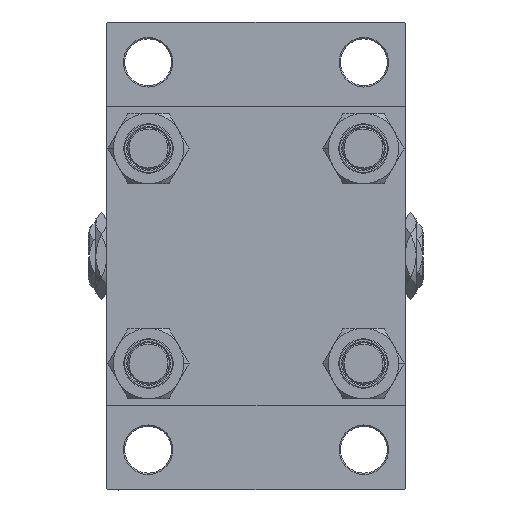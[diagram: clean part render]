
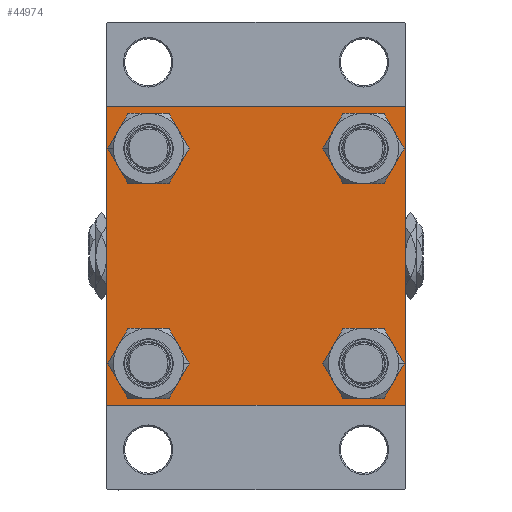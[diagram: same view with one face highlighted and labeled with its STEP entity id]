
A CAD part, left-side view. The second image highlights one B-rep face of the part: STEP entity #44974.
In plain terms, the highlighted planar face has unit normal (-1, 0, 0).
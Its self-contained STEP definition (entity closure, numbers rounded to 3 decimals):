
#623 = EDGE_CURVE ( 'NONE', #19836, #30339, #28357, .T. ) ;
#871 = CARTESIAN_POINT ( 'NONE',  ( 0., 57.5, -57. ) ) ;
#1475 = ORIENTED_EDGE ( 'NONE', *, *, #34112, .T. ) ;
#2042 = VERTEX_POINT ( 'NONE', #14774 ) ;
#2877 = EDGE_LOOP ( 'NONE', ( #4659, #49406 ) ) ;
#3141 = CIRCLE ( 'NONE', #37498, 8.5 ) ;
#3822 = CARTESIAN_POINT ( 'NONE',  ( 0., -41.35, 49.85 ) ) ;
#4283 = VERTEX_POINT ( 'NONE', #3822 ) ;
#4659 = ORIENTED_EDGE ( 'NONE', *, *, #15923, .T. ) ;
#5252 = EDGE_LOOP ( 'NONE', ( #37907, #24891 ) ) ;
#5290 = LINE ( 'NONE', #6243, #34620 ) ;
#5346 = AXIS2_PLACEMENT_3D ( 'NONE', #28905, #36200, #17401 ) ;
#6243 = CARTESIAN_POINT ( 'NONE',  ( 0., 57.25, -57.25 ) ) ;
#6657 = ORIENTED_EDGE ( 'NONE', *, *, #22014, .T. ) ;
#6702 = DIRECTION ( 'NONE',  ( 0., 0., 1. ) ) ;
#6951 = CARTESIAN_POINT ( 'NONE',  ( 0., 41.35, -41.35 ) ) ;
#7381 = VERTEX_POINT ( 'NONE', #27262 ) ;
#7619 = EDGE_CURVE ( 'NONE', #7381, #40621, #13684, .T. ) ;
#8112 = ORIENTED_EDGE ( 'NONE', *, *, #38382, .T. ) ;
#8414 = VECTOR ( 'NONE', #11490, 1000. ) ;
#8488 = LINE ( 'NONE', #45773, #8414 ) ;
#8744 = VECTOR ( 'NONE', #41528, 1000. ) ;
#8776 = VERTEX_POINT ( 'NONE', #16771 ) ;
#8828 = EDGE_CURVE ( 'NONE', #39320, #29579, #44706, .T. ) ;
#8877 = ORIENTED_EDGE ( 'NONE', *, *, #34969, .T. ) ;
#9962 = VERTEX_POINT ( 'NONE', #871 ) ;
#10065 = DIRECTION ( 'NONE',  ( 0., -1., 0. ) ) ;
#10232 = DIRECTION ( 'NONE',  ( 1., 0., 0. ) ) ;
#10666 = FACE_BOUND ( 'NONE', #5252, .T. ) ;
#10722 = DIRECTION ( 'NONE',  ( 0., 0., 1. ) ) ;
#11490 = DIRECTION ( 'NONE',  ( 0., 0.707, 0.707 ) ) ;
#11656 = CARTESIAN_POINT ( 'NONE',  ( 0., 0., 0. ) ) ;
#12084 = EDGE_CURVE ( 'NONE', #9962, #13314, #5290, .T. ) ;
#12880 = CARTESIAN_POINT ( 'NONE',  ( 0., 57.25, 57.25 ) ) ;
#13116 = VECTOR ( 'NONE', #26527, 1000. ) ;
#13265 = DIRECTION ( 'NONE',  ( 0., -0.707, -0.707 ) ) ;
#13314 = VERTEX_POINT ( 'NONE', #34748 ) ;
#13334 = LINE ( 'NONE', #36346, #30479 ) ;
#13511 = CARTESIAN_POINT ( 'NONE',  ( 0., -57.5, 57. ) ) ;
#13684 = CIRCLE ( 'NONE', #44066, 8.5 ) ;
#13715 = CARTESIAN_POINT ( 'NONE',  ( 0., 41.35, 41.35 ) ) ;
#14774 = CARTESIAN_POINT ( 'NONE',  ( 0., 41.35, -49.85 ) ) ;
#15046 = LINE ( 'NONE', #30289, #13116 ) ;
#15502 = LINE ( 'NONE', #26488, #8744 ) ;
#15923 = EDGE_CURVE ( 'NONE', #40621, #7381, #34652, .T. ) ;
#16722 = CARTESIAN_POINT ( 'NONE',  ( 0., -57.25, -57.25 ) ) ;
#16771 = CARTESIAN_POINT ( 'NONE',  ( 0., -41.35, 32.85 ) ) ;
#17401 = DIRECTION ( 'NONE',  ( 0., 0., 1. ) ) ;
#17691 = DIRECTION ( 'NONE',  ( 1., 0., 0. ) ) ;
#18114 = EDGE_CURVE ( 'NONE', #29972, #29579, #27470, .T. ) ;
#18231 = VECTOR ( 'NONE', #39409, 1000. ) ;
#18345 = EDGE_LOOP ( 'NONE', ( #30644, #1475 ) ) ;
#18843 = ORIENTED_EDGE ( 'NONE', *, *, #40043, .F. ) ;
#19188 = AXIS2_PLACEMENT_3D ( 'NONE', #6951, #49235, #23163 ) ;
#19300 = DIRECTION ( 'NONE',  ( 0., 0., 1. ) ) ;
#19552 = CARTESIAN_POINT ( 'NONE',  ( 0., -41.35, 41.35 ) ) ;
#19836 = VERTEX_POINT ( 'NONE', #40331 ) ;
#20259 = AXIS2_PLACEMENT_3D ( 'NONE', #44515, #10232, #10722 ) ;
#20789 = DIRECTION ( 'NONE',  ( 1., 0., 0. ) ) ;
#21886 = VECTOR ( 'NONE', #46521, 1000. ) ;
#21903 = CARTESIAN_POINT ( 'NONE',  ( 0., -41.35, -32.85 ) ) ;
#22014 = EDGE_CURVE ( 'NONE', #39320, #23613, #8488, .T. ) ;
#22389 = FACE_BOUND ( 'NONE', #23753, .T. ) ;
#22390 = CIRCLE ( 'NONE', #38400, 8.5 ) ;
#22641 = FACE_OUTER_BOUND ( 'NONE', #26974, .T. ) ;
#23163 = DIRECTION ( 'NONE',  ( 0., 0., 1. ) ) ;
#23180 = AXIS2_PLACEMENT_3D ( 'NONE', #13715, #17691, #6702 ) ;
#23548 = DIRECTION ( 'NONE',  ( 1., 0., 0. ) ) ;
#23613 = VERTEX_POINT ( 'NONE', #25015 ) ;
#23753 = EDGE_LOOP ( 'NONE', ( #8877, #8112 ) ) ;
#24110 = VECTOR ( 'NONE', #26150, 1000. ) ;
#24198 = ORIENTED_EDGE ( 'NONE', *, *, #8828, .F. ) ;
#24406 = ORIENTED_EDGE ( 'NONE', *, *, #31267, .T. ) ;
#24735 = DIRECTION ( 'NONE',  ( 0., 0., 1. ) ) ;
#24891 = ORIENTED_EDGE ( 'NONE', *, *, #38624, .T. ) ;
#24974 = CARTESIAN_POINT ( 'NONE',  ( 0., -41.35, -41.35 ) ) ;
#25015 = CARTESIAN_POINT ( 'NONE',  ( 0., -57., 57.5 ) ) ;
#25259 = DIRECTION ( 'NONE',  ( 0., 0., 1. ) ) ;
#25891 = PLANE ( 'NONE',  #39453 ) ;
#26150 = DIRECTION ( 'NONE',  ( 0., 0., -1. ) ) ;
#26488 = CARTESIAN_POINT ( 'NONE',  ( 0., 57.5, 57.5 ) ) ;
#26527 = DIRECTION ( 'NONE',  ( 0., -1., 0. ) ) ;
#26669 = CARTESIAN_POINT ( 'NONE',  ( 0., -57.5, -57. ) ) ;
#26974 = EDGE_LOOP ( 'NONE', ( #24406, #47135, #28928, #32473, #24198, #6657, #18843, #37720 ) ) ;
#27262 = CARTESIAN_POINT ( 'NONE',  ( 0., -41.35, -49.85 ) ) ;
#27470 = LINE ( 'NONE', #16722, #21886 ) ;
#27713 = VERTEX_POINT ( 'NONE', #42155 ) ;
#28357 = LINE ( 'NONE', #12880, #18231 ) ;
#28905 = CARTESIAN_POINT ( 'NONE',  ( 0., -41.35, 41.35 ) ) ;
#28928 = ORIENTED_EDGE ( 'NONE', *, *, #45459, .T. ) ;
#29263 = DIRECTION ( 'NONE',  ( 1., 0., 0. ) ) ;
#29579 = VERTEX_POINT ( 'NONE', #26669 ) ;
#29905 = DIRECTION ( 'NONE',  ( 0., 0., 1. ) ) ;
#29909 = CARTESIAN_POINT ( 'NONE',  ( 0., -57.5, 57.5 ) ) ;
#29972 = VERTEX_POINT ( 'NONE', #31116 ) ;
#30289 = CARTESIAN_POINT ( 'NONE',  ( 0., 57.5, -57.5 ) ) ;
#30339 = VERTEX_POINT ( 'NONE', #41841 ) ;
#30479 = VECTOR ( 'NONE', #10065, 1000. ) ;
#30644 = ORIENTED_EDGE ( 'NONE', *, *, #38277, .T. ) ;
#31116 = CARTESIAN_POINT ( 'NONE',  ( 0., -57., -57.5 ) ) ;
#31267 = EDGE_CURVE ( 'NONE', #30339, #9962, #15502, .T. ) ;
#32024 = CARTESIAN_POINT ( 'NONE',  ( 0., 41.35, 32.85 ) ) ;
#32473 = ORIENTED_EDGE ( 'NONE', *, *, #18114, .T. ) ;
#33522 = DIRECTION ( 'NONE',  ( 0., 0., 1. ) ) ;
#34112 = EDGE_CURVE ( 'NONE', #48593, #42390, #46266, .T. ) ;
#34620 = VECTOR ( 'NONE', #13265, 1000. ) ;
#34652 = CIRCLE ( 'NONE', #20259, 8.5 ) ;
#34748 = CARTESIAN_POINT ( 'NONE',  ( 0., 57., -57.5 ) ) ;
#34969 = EDGE_CURVE ( 'NONE', #27713, #2042, #3141, .T. ) ;
#36200 = DIRECTION ( 'NONE',  ( 1., 0., 0. ) ) ;
#36346 = CARTESIAN_POINT ( 'NONE',  ( 0., 57.5, 57.5 ) ) ;
#37498 = AXIS2_PLACEMENT_3D ( 'NONE', #43605, #20789, #25259 ) ;
#37688 = DIRECTION ( 'NONE',  ( -1., 0., 0. ) ) ;
#37720 = ORIENTED_EDGE ( 'NONE', *, *, #623, .T. ) ;
#37907 = ORIENTED_EDGE ( 'NONE', *, *, #48105, .T. ) ;
#38277 = EDGE_CURVE ( 'NONE', #42390, #48593, #48787, .T. ) ;
#38382 = EDGE_CURVE ( 'NONE', #2042, #27713, #40778, .T. ) ;
#38400 = AXIS2_PLACEMENT_3D ( 'NONE', #19552, #23548, #19300 ) ;
#38624 = EDGE_CURVE ( 'NONE', #8776, #4283, #22390, .T. ) ;
#39320 = VERTEX_POINT ( 'NONE', #13511 ) ;
#39409 = DIRECTION ( 'NONE',  ( 0., 0.707, -0.707 ) ) ;
#39453 = AXIS2_PLACEMENT_3D ( 'NONE', #11656, #37688, #29905 ) ;
#40043 = EDGE_CURVE ( 'NONE', #19836, #23613, #13334, .T. ) ;
#40331 = CARTESIAN_POINT ( 'NONE',  ( 0., 57., 57.5 ) ) ;
#40621 = VERTEX_POINT ( 'NONE', #21903 ) ;
#40778 = CIRCLE ( 'NONE', #19188, 8.5 ) ;
#40789 = CARTESIAN_POINT ( 'NONE',  ( 0., 41.35, 41.35 ) ) ;
#41528 = DIRECTION ( 'NONE',  ( 0., 0., -1. ) ) ;
#41841 = CARTESIAN_POINT ( 'NONE',  ( 0., 57.5, 57. ) ) ;
#42155 = CARTESIAN_POINT ( 'NONE',  ( 0., 41.35, -32.85 ) ) ;
#42390 = VERTEX_POINT ( 'NONE', #45744 ) ;
#42915 = CIRCLE ( 'NONE', #5346, 8.5 ) ;
#43071 = AXIS2_PLACEMENT_3D ( 'NONE', #40789, #29263, #33522 ) ;
#43605 = CARTESIAN_POINT ( 'NONE',  ( 0., 41.35, -41.35 ) ) ;
#44066 = AXIS2_PLACEMENT_3D ( 'NONE', #24974, #45011, #24735 ) ;
#44515 = CARTESIAN_POINT ( 'NONE',  ( 0., -41.35, -41.35 ) ) ;
#44706 = LINE ( 'NONE', #29909, #24110 ) ;
#44974 = ADVANCED_FACE ( 'NONE', ( #10666, #45941, #22389, #45452, #22641 ), #25891, .T. ) ;
#45011 = DIRECTION ( 'NONE',  ( 1., 0., 0. ) ) ;
#45452 = FACE_BOUND ( 'NONE', #18345, .T. ) ;
#45459 = EDGE_CURVE ( 'NONE', #13314, #29972, #15046, .T. ) ;
#45744 = CARTESIAN_POINT ( 'NONE',  ( 0., 41.35, 49.85 ) ) ;
#45773 = CARTESIAN_POINT ( 'NONE',  ( 0., -57.25, 57.25 ) ) ;
#45941 = FACE_BOUND ( 'NONE', #2877, .T. ) ;
#46266 = CIRCLE ( 'NONE', #43071, 8.5 ) ;
#46521 = DIRECTION ( 'NONE',  ( 0., -0.707, 0.707 ) ) ;
#47135 = ORIENTED_EDGE ( 'NONE', *, *, #12084, .T. ) ;
#48105 = EDGE_CURVE ( 'NONE', #4283, #8776, #42915, .T. ) ;
#48593 = VERTEX_POINT ( 'NONE', #32024 ) ;
#48787 = CIRCLE ( 'NONE', #23180, 8.5 ) ;
#49235 = DIRECTION ( 'NONE',  ( 1., 0., 0. ) ) ;
#49406 = ORIENTED_EDGE ( 'NONE', *, *, #7619, .T. ) ;
